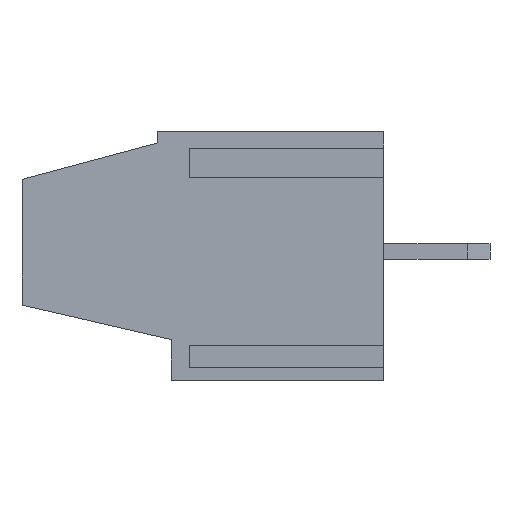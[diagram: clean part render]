
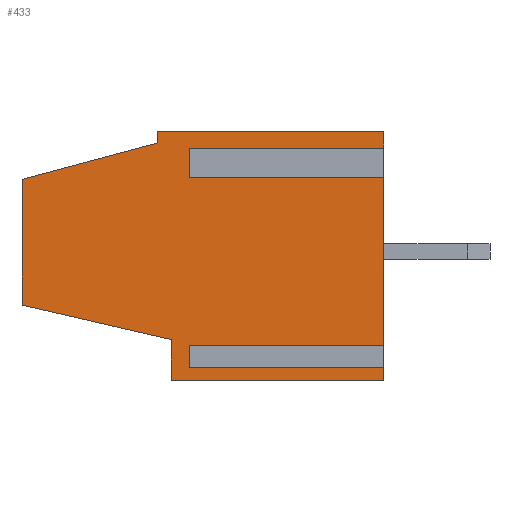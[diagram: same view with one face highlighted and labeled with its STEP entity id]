
A CAD part, left-side view. The second image highlights one B-rep face of the part: STEP entity #433.
In plain terms, the highlighted planar face has unit normal (-1, 0, 0).
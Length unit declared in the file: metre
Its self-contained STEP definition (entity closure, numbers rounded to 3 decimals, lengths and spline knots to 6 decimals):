
#433=ADVANCED_FACE('',(#930),#931,.T.);
#930=FACE_OUTER_BOUND('',#1490,.T.);
#931=PLANE('',#1491);
#1490=EDGE_LOOP('',(#2650,#2651,#2652,#2653,#2654,#2655,#2656,#2657,#2658,#2659,#2660,#2661,#2662,#2663,#2664,#2665));
#1491=AXIS2_PLACEMENT_3D('',#2666,#2667,#2668);
#2650=ORIENTED_EDGE('',*,*,#3619,.T.);
#2651=ORIENTED_EDGE('',*,*,#3697,.F.);
#2652=ORIENTED_EDGE('',*,*,#3698,.F.);
#2653=ORIENTED_EDGE('',*,*,#3444,.F.);
#2654=ORIENTED_EDGE('',*,*,#3403,.F.);
#2655=ORIENTED_EDGE('',*,*,#3519,.F.);
#2656=ORIENTED_EDGE('',*,*,#3285,.F.);
#2657=ORIENTED_EDGE('',*,*,#3699,.F.);
#2658=ORIENTED_EDGE('',*,*,#3700,.F.);
#2659=ORIENTED_EDGE('',*,*,#3701,.F.);
#2660=ORIENTED_EDGE('',*,*,#3702,.F.);
#2661=ORIENTED_EDGE('',*,*,#3397,.F.);
#2662=ORIENTED_EDGE('',*,*,#3597,.T.);
#2663=ORIENTED_EDGE('',*,*,#3703,.F.);
#2664=ORIENTED_EDGE('',*,*,#3548,.F.);
#2665=ORIENTED_EDGE('',*,*,#3500,.F.);
#2666=CARTESIAN_POINT('',(0.0,0.0094,0.0));
#2667=DIRECTION('',(-1.0,0.0,0.0));
#2668=DIRECTION('',(0.0,-1.0,0.0));
#3285=EDGE_CURVE('',#3925,#3920,#3927,.T.);
#3397=EDGE_CURVE('',#4118,#4120,#4121,.T.);
#3403=EDGE_CURVE('',#4129,#4124,#4131,.T.);
#3444=EDGE_CURVE('',#4124,#4190,#4194,.T.);
#3500=EDGE_CURVE('',#4280,#4281,#4282,.T.);
#3519=EDGE_CURVE('',#3920,#4129,#4309,.T.);
#3548=EDGE_CURVE('',#4281,#4352,#4353,.T.);
#3597=EDGE_CURVE('',#4118,#4419,#4421,.T.);
#3619=EDGE_CURVE('',#4280,#4449,#4451,.T.);
#3697=EDGE_CURVE('',#4552,#4449,#4553,.T.);
#3698=EDGE_CURVE('',#4190,#4552,#4554,.T.);
#3699=EDGE_CURVE('',#4555,#3925,#4556,.T.);
#3700=EDGE_CURVE('',#4557,#4555,#4558,.T.);
#3701=EDGE_CURVE('',#4559,#4557,#4560,.T.);
#3702=EDGE_CURVE('',#4120,#4559,#4561,.T.);
#3703=EDGE_CURVE('',#4352,#4419,#4562,.T.);
#3920=VERTEX_POINT('',#4835);
#3925=VERTEX_POINT('',#4842);
#3927=LINE('',#4845,#4846);
#4118=VERTEX_POINT('',#5121);
#4120=VERTEX_POINT('',#5124);
#4121=LINE('',#5125,#5126);
#4124=VERTEX_POINT('',#5130);
#4129=VERTEX_POINT('',#5137);
#4131=LINE('',#5140,#5141);
#4190=VERTEX_POINT('',#5227);
#4194=LINE('',#5233,#5234);
#4280=VERTEX_POINT('',#5350);
#4281=VERTEX_POINT('',#5351);
#4282=LINE('',#5352,#5353);
#4309=LINE('',#5393,#5394);
#4352=VERTEX_POINT('',#5457);
#4353=LINE('',#5458,#5459);
#4419=VERTEX_POINT('',#5559);
#4421=LINE('',#5562,#5563);
#4449=VERTEX_POINT('',#5604);
#4451=LINE('',#5607,#5608);
#4552=VERTEX_POINT('',#5760);
#4553=LINE('',#5761,#5762);
#4554=LINE('',#5763,#5764);
#4555=VERTEX_POINT('',#5765);
#4556=LINE('',#5766,#5767);
#4557=VERTEX_POINT('',#5768);
#4558=LINE('',#5769,#5770);
#4559=VERTEX_POINT('',#5771);
#4560=LINE('',#5772,#5773);
#4561=LINE('',#5774,#5775);
#4562=LINE('',#5776,#5777);
#4835=CARTESIAN_POINT('',(0.0,0.016,-0.007676));
#4842=CARTESIAN_POINT('',(0.0,0.0094,-0.0092));
#4845=CARTESIAN_POINT('',(0.0,0.016,-0.007676));
#4846=VECTOR('',#6021,1.0);
#5121=CARTESIAN_POINT('',(0.0,0.0086,-0.0097));
#5124=CARTESIAN_POINT('',(0.0,0.0086,-0.0102));
#5125=CARTESIAN_POINT('',(0.0,0.0086,-0.0102));
#5126=VECTOR('',#6125,1.0);
#5130=CARTESIAN_POINT('',(0.0,0.01,-0.0005));
#5137=CARTESIAN_POINT('',(0.0,0.016,-0.002108));
#5140=CARTESIAN_POINT('',(0.0,0.01,-0.0005));
#5141=VECTOR('',#6130,1.0);
#5227=CARTESIAN_POINT('',(0.0,0.01,0.0));
#5233=CARTESIAN_POINT('',(0.0,0.01,0.0));
#5234=VECTOR('',#6163,1.0);
#5350=CARTESIAN_POINT('',(0.0,0.0086,-0.001));
#5351=CARTESIAN_POINT('',(0.0,0.0086,-0.0018));
#5352=CARTESIAN_POINT('',(0.0,0.0086,-0.0018));
#5353=VECTOR('',#6227,1.0);
#5393=CARTESIAN_POINT('',(0.0,0.016,-0.002108));
#5394=VECTOR('',#6241,1.0);
#5457=CARTESIAN_POINT('',(0.0,0.0,-0.0018));
#5458=CARTESIAN_POINT('',(0.0,0.0086,-0.0018));
#5459=VECTOR('',#6265,1.0);
#5559=CARTESIAN_POINT('',(0.0,0.0,-0.0097));
#5562=CARTESIAN_POINT('',(0.0,0.0086,-0.0097));
#5563=VECTOR('',#6301,1.0);
#5604=CARTESIAN_POINT('',(0.0,0.0,-0.001));
#5607=CARTESIAN_POINT('',(0.0,0.0086,-0.001));
#5608=VECTOR('',#6316,1.0);
#5760=CARTESIAN_POINT('',(0.0,0.0,0.0));
#5761=CARTESIAN_POINT('',(0.0,0.0,-0.011));
#5762=VECTOR('',#6377,1.0);
#5763=CARTESIAN_POINT('',(0.0,0.0,0.0));
#5764=VECTOR('',#6378,1.0);
#5765=CARTESIAN_POINT('',(0.0,0.0094,-0.011));
#5766=CARTESIAN_POINT('',(0.0,0.0094,-0.0092));
#5767=VECTOR('',#6379,1.0);
#5768=CARTESIAN_POINT('',(0.0,0.0,-0.011));
#5769=CARTESIAN_POINT('',(0.0,0.0094,-0.011));
#5770=VECTOR('',#6380,1.0);
#5771=CARTESIAN_POINT('',(0.0,0.0,-0.0102));
#5772=CARTESIAN_POINT('',(0.0,0.0,-0.011));
#5773=VECTOR('',#6381,1.0);
#5774=CARTESIAN_POINT('',(0.0,0.0086,-0.0102));
#5775=VECTOR('',#6382,1.0);
#5776=CARTESIAN_POINT('',(0.0,0.0,-0.011));
#5777=VECTOR('',#6383,1.0);
#6021=DIRECTION('',(0.0,0.974,0.225));
#6125=DIRECTION('',(0.,0.,-1.0));
#6130=DIRECTION('',(0.0,-0.966,0.259));
#6163=DIRECTION('',(0.0,0.0,1.0));
#6227=DIRECTION('',(0.,0.,-1.0));
#6241=DIRECTION('',(0.0,0.0,1.0));
#6265=DIRECTION('',(0.,-1.0,0.0));
#6301=DIRECTION('',(0.,-1.0,0.0));
#6316=DIRECTION('',(0.,-1.0,0.0));
#6377=DIRECTION('',(0.0,0.0,-1.0));
#6378=DIRECTION('',(0.0,-1.0,0.0));
#6379=DIRECTION('',(0.0,0.0,1.0));
#6380=DIRECTION('',(0.0,1.0,0.0));
#6381=DIRECTION('',(0.0,0.0,-1.0));
#6382=DIRECTION('',(0.,-1.0,0.0));
#6383=DIRECTION('',(0.0,0.0,-1.0));
